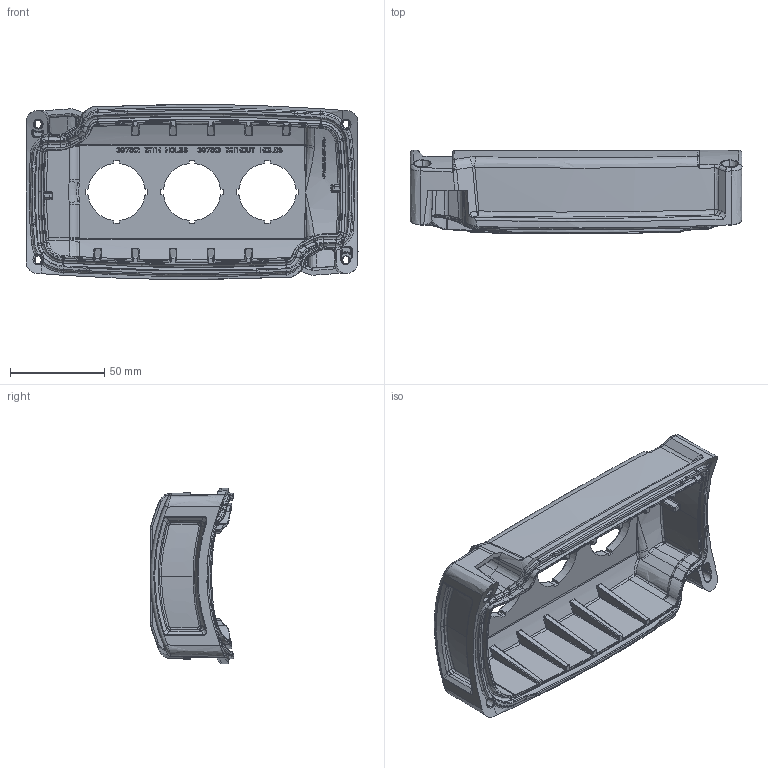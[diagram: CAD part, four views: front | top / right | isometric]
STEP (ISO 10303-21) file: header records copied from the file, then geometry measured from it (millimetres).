
FILE_DESCRIPTION((''),'2;1');
FILE_NAME('05-1142-0285_DECKEL_3FACH','2023-09-08T10:17:34',('Beil'),(''),'CREO PARAMETRIC BY PTC INC, 2019030','CREO PARAMETRIC BY PTC INC, 2019030','');
FILE_SCHEMA(('CONFIG_CONTROL_DESIGN','SHAPE_APPEARANCE_LAYERS_GROUPS'));
Length unit declared in the file: millimetre
Products named in the file (1): 05-1142-0285_DECKEL_3FACH
Bounding box: 176 x 44.36 x 93.02 mm (x, y, z)
Volume: 154044.1 mm3; surface area: 70255.1 mm2
Topology: 1 solids, 1 shells, 3076 faces, 7840 edges, 4827 vertices
Faces by surface type: plane 1351, bspline 1330, cylinder 217, cone 87, extrusion 48, torus 23, sphere 20
Entity records: 169282 total; most frequent: CARTESIAN_POINT 81849, ORIENTED_EDGE 15680, DIRECTION 9637, PRESENTATION_STYLE_ASSIGNMENT 7841, STYLED_ITEM 7841, CURVE_STYLE 7840, EDGE_CURVE 7840, VERTEX_POINT 4827
